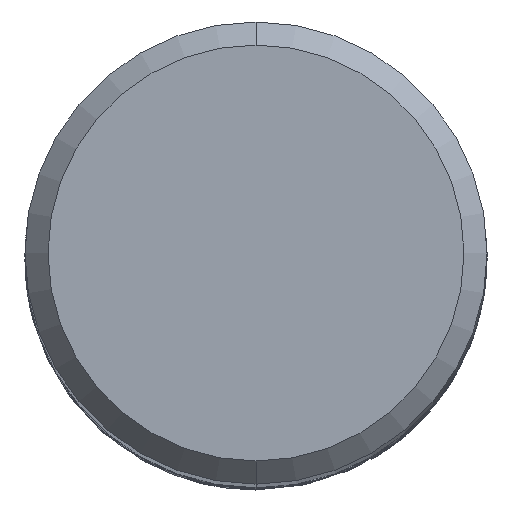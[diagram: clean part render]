
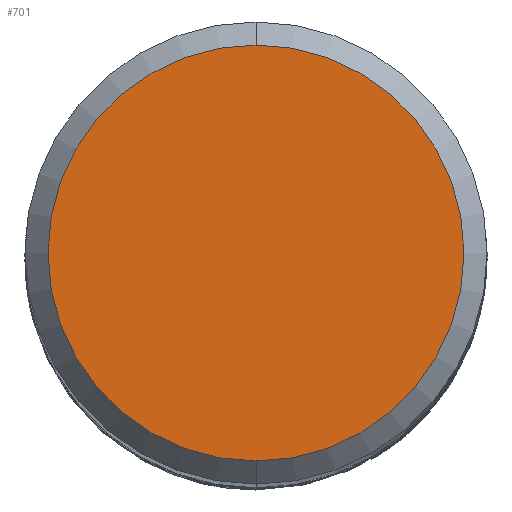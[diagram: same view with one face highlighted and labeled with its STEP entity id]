
A CAD part, top view. The second image highlights one B-rep face of the part: STEP entity #701.
In plain terms, the highlighted planar face has unit normal (0, 0, 1).
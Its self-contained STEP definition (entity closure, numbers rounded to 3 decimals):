
#701=ADVANCED_FACE('',(#1671),#1672,.T.);
#711=EDGE_CURVE('',#1145,#933,#1683,.T.);
#719=EDGE_CURVE('',#933,#1145,#1691,.T.);
#933=VERTEX_POINT('',#1924);
#1145=VERTEX_POINT('',#2154);
#1671=FACE_OUTER_BOUND('',#5336,.T.);
#1672=PLANE('',#5337);
#1683=CIRCLE('',#5414,4.5);
#1691=CIRCLE('',#5457,4.5);
#1924=CARTESIAN_POINT('',(0.0,4.5,0.0));
#2154=CARTESIAN_POINT('',(0.,-4.5,0.0));
#5336=EDGE_LOOP('',(#18328,#18329));
#5337=AXIS2_PLACEMENT_3D('',#18330,#18331,#18332);
#5414=AXIS2_PLACEMENT_3D('',#18353,#18354,#18355);
#5457=AXIS2_PLACEMENT_3D('',#18356,#18357,#18358);
#18328=ORIENTED_EDGE('',*,*,#719,.F.);
#18329=ORIENTED_EDGE('',*,*,#711,.F.);
#18330=CARTESIAN_POINT('',(0.0,2.25,0.0));
#18331=DIRECTION('',(-0.0,0.0,1.0));
#18332=DIRECTION('',(0.0,-1.0,0.0));
#18353=CARTESIAN_POINT('',(0.0,0.0,0.0));
#18354=DIRECTION('',(0.0,0.0,-1.0));
#18355=DIRECTION('',(0.0,1.0,0.0));
#18356=CARTESIAN_POINT('',(0.0,0.0,0.0));
#18357=DIRECTION('',(0.0,0.0,-1.0));
#18358=DIRECTION('',(0.0,1.0,0.0));
